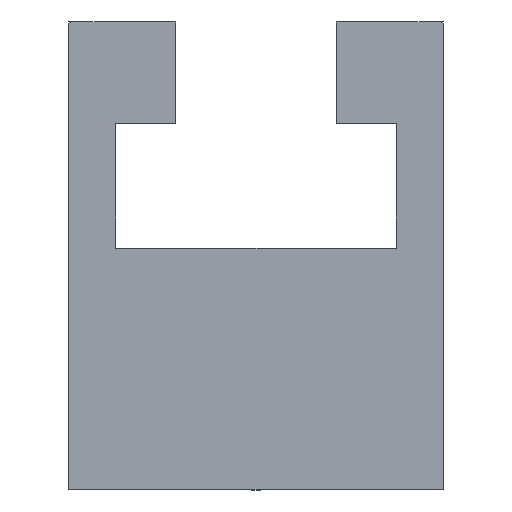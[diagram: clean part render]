
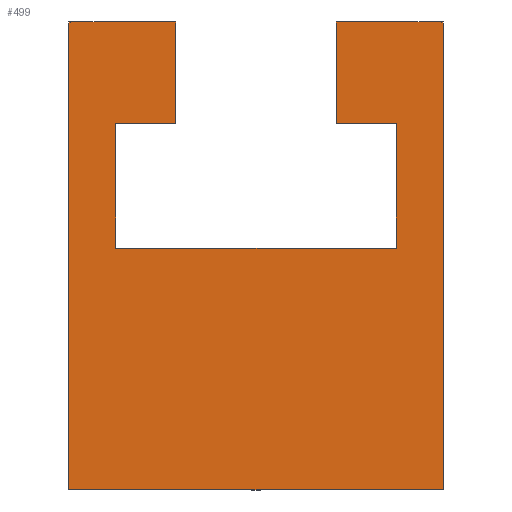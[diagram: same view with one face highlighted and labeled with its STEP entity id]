
A CAD part, left-side view. The second image highlights one B-rep face of the part: STEP entity #499.
In plain terms, the highlighted planar face has unit normal (-1, 0, 0).
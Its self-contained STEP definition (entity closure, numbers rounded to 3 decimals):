
#233=VERTEX_POINT('',#599);
#243=VERTEX_POINT('',#612);
#253=EDGE_CURVE('',#349,#495,#622,.T.);
#255=VERTEX_POINT('',#624);
#267=VERTEX_POINT('',#636);
#273=VERTEX_POINT('',#642);
#277=VERTEX_POINT('',#646);
#333=VERTEX_POINT('',#710);
#335=VERTEX_POINT('',#712);
#337=EDGE_CURVE('',#495,#255,#714,.T.);
#349=VERTEX_POINT('',#727);
#365=VERTEX_POINT('',#743);
#391=VERTEX_POINT('',#771);
#417=EDGE_CURVE('',#273,#335,#803,.T.);
#421=EDGE_CURVE('',#255,#391,#810,.T.);
#433=EDGE_CURVE('',#333,#233,#822,.T.);
#435=EDGE_CURVE('',#243,#333,#824,.T.);
#485=EDGE_CURVE('',#267,#243,#880,.T.);
#495=VERTEX_POINT('',#891);
#499=ADVANCED_FACE('',(#896),#897,.F.);
#511=EDGE_CURVE('',#365,#267,#910,.T.);
#513=EDGE_CURVE('',#391,#365,#912,.T.);
#515=EDGE_CURVE('',#335,#349,#914,.T.);
#525=EDGE_CURVE('',#277,#273,#924,.T.);
#533=EDGE_CURVE('',#233,#277,#933,.T.);
#599=CARTESIAN_POINT('',(-40.0,5.15,30.0));
#612=CARTESIAN_POINT('',(-40.0,12.0,0.0));
#622=LINE('',#1042,#1043);
#624=CARTESIAN_POINT('',(-40.0,-5.15,23.5));
#636=CARTESIAN_POINT('',(-40.0,-12.0,0.0));
#642=CARTESIAN_POINT('',(-40.0,9.0,23.5));
#646=CARTESIAN_POINT('',(-40.0,5.15,23.5));
#710=CARTESIAN_POINT('',(-40.0,12.0,30.0));
#712=CARTESIAN_POINT('',(-40.0,9.0,15.5));
#714=LINE('',#1164,#1165);
#727=CARTESIAN_POINT('',(-40.0,-9.0,15.5));
#743=CARTESIAN_POINT('',(-40.0,-12.0,30.0));
#771=CARTESIAN_POINT('',(-40.0,-5.15,30.0));
#803=LINE('',#1283,#1284);
#810=LINE('',#1292,#1293);
#822=LINE('',#1308,#1309);
#824=LINE('',#1312,#1313);
#880=LINE('',#1391,#1392);
#891=CARTESIAN_POINT('',(-40.0,-9.0,23.5));
#896=FACE_OUTER_BOUND('',#1409,.T.);
#897=PLANE('',#1410);
#910=LINE('',#1427,#1428);
#912=LINE('',#1431,#1432);
#914=LINE('',#1435,#1436);
#924=LINE('',#1448,#1449);
#933=LINE('',#1462,#1463);
#1042=CARTESIAN_POINT('',(-40.0,-9.0,15.5));
#1043=VECTOR('',#1553,1.0);
#1164=CARTESIAN_POINT('',(-40.0,-9.0,23.5));
#1165=VECTOR('',#1644,1.0);
#1283=CARTESIAN_POINT('',(-40.0,9.0,23.5));
#1284=VECTOR('',#1746,1.0);
#1292=CARTESIAN_POINT('',(-40.0,-5.15,23.5));
#1293=VECTOR('',#1759,1.0);
#1308=CARTESIAN_POINT('',(-40.0,12.0,30.0));
#1309=VECTOR('',#1761,1.0);
#1312=CARTESIAN_POINT('',(-40.0,12.0,0.0));
#1313=VECTOR('',#1762,1.0);
#1391=CARTESIAN_POINT('',(-40.0,-12.0,0.0));
#1392=VECTOR('',#1833,1.0);
#1409=EDGE_LOOP('',(#1854,#1855,#1856,#1857,#1858,#1859,#1860,#1861,#1862,#1863,#1864,#1865));
#1410=AXIS2_PLACEMENT_3D('',#1866,#1867,#1868);
#1427=CARTESIAN_POINT('',(-40.0,-12.0,30.0));
#1428=VECTOR('',#1881,1.0);
#1431=CARTESIAN_POINT('',(-40.0,-5.15,30.0));
#1432=VECTOR('',#1882,1.0);
#1435=CARTESIAN_POINT('',(-40.0,9.0,15.5));
#1436=VECTOR('',#1883,1.0);
#1448=CARTESIAN_POINT('',(-40.0,5.15,23.5));
#1449=VECTOR('',#1887,1.0);
#1462=CARTESIAN_POINT('',(-40.0,5.15,30.0));
#1463=VECTOR('',#1900,1.0);
#1553=DIRECTION('',(0.0,0.0,1.0));
#1644=DIRECTION('',(0.0,1.0,0.0));
#1746=DIRECTION('',(0.0,0.0,-1.0));
#1759=DIRECTION('',(0.0,0.0,1.0));
#1761=DIRECTION('',(0.0,-1.0,0.0));
#1762=DIRECTION('',(0.0,0.0,1.0));
#1833=DIRECTION('',(0.0,1.0,0.0));
#1854=ORIENTED_EDGE('',*,*,#435,.F.);
#1855=ORIENTED_EDGE('',*,*,#485,.F.);
#1856=ORIENTED_EDGE('',*,*,#511,.F.);
#1857=ORIENTED_EDGE('',*,*,#513,.F.);
#1858=ORIENTED_EDGE('',*,*,#421,.F.);
#1859=ORIENTED_EDGE('',*,*,#337,.F.);
#1860=ORIENTED_EDGE('',*,*,#253,.F.);
#1861=ORIENTED_EDGE('',*,*,#515,.F.);
#1862=ORIENTED_EDGE('',*,*,#417,.F.);
#1863=ORIENTED_EDGE('',*,*,#525,.F.);
#1864=ORIENTED_EDGE('',*,*,#533,.F.);
#1865=ORIENTED_EDGE('',*,*,#433,.F.);
#1866=CARTESIAN_POINT('',(-40.0,0.,15.949));
#1867=DIRECTION('',(1.0,0.0,0.0));
#1868=DIRECTION('',(0.0,1.0,0.0));
#1881=DIRECTION('',(0.0,0.0,-1.0));
#1882=DIRECTION('',(0.0,-1.0,0.0));
#1883=DIRECTION('',(0.0,-1.0,0.0));
#1887=DIRECTION('',(0.0,1.0,0.0));
#1900=DIRECTION('',(0.0,0.0,-1.0));
